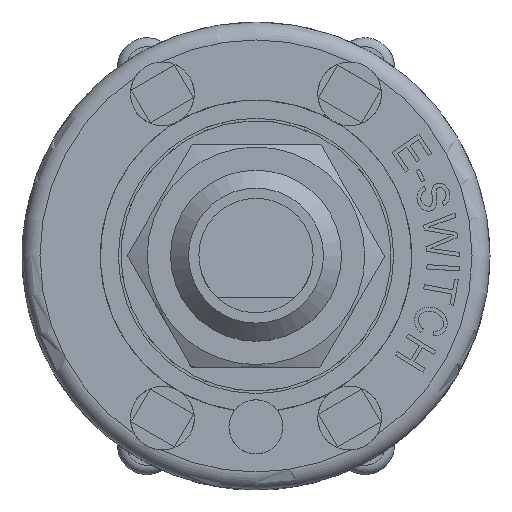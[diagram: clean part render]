
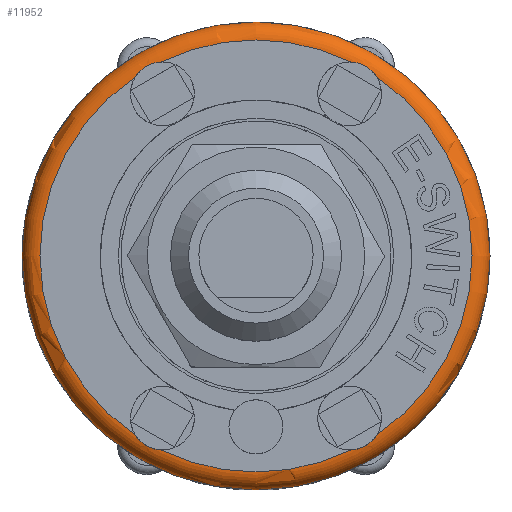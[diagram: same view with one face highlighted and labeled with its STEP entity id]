
A CAD part, top view. The second image highlights one B-rep face of the part: STEP entity #11952.
In plain terms, the highlighted toroidal (fillet/blend) face has major radius 12 mm and minor radius 1 mm.
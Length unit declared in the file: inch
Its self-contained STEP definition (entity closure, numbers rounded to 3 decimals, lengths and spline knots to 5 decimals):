
#3436=FACE_OUTER_BOUND('',#4114,.T.);
#4114=EDGE_LOOP('',(#8577,#8578,#8579,#8580,#8581,#8582,#8583,#8584,#8585,
#8586,#8587,#8588));
#4869=CIRCLE('',#12674,0.47244);
#4871=CIRCLE('',#12677,0.47244);
#4875=CIRCLE('',#12682,0.47244);
#4879=CIRCLE('',#12687,0.47244);
#4880=CIRCLE('',#12688,0.47244);
#4883=CIRCLE('',#12692,0.51181);
#4884=CIRCLE('',#12693,0.03937);
#4993=B_SPLINE_CURVE_WITH_KNOTS('',3,(#16433,#16434,#16435,#16436,#16437,
#16438,#16439,#16440,#16441,#16442,#16443,#16444),.UNSPECIFIED.,.F.,.F.,
(4,2,2,2,2,4),(-0.26924,-0.24463,-0.21597,
-0.19207,-0.16451,-0.13568),.UNSPECIFIED.);
#4994=B_SPLINE_CURVE_WITH_KNOTS('',3,(#16445,#16446,#16447,#16448,#16449,
#16450,#16451,#16452,#16453,#16454,#16455,#16456),.UNSPECIFIED.,.F.,.F.,
(4,2,2,2,2,4),(-0.26924,-0.24463,-0.21597,
-0.19207,-0.16451,-0.13568),.UNSPECIFIED.);
#4995=B_SPLINE_CURVE_WITH_KNOTS('',3,(#16457,#16458,#16459,#16460,#16461,
#16462,#16463,#16464,#16465,#16466,#16467,#16468),.UNSPECIFIED.,.F.,.F.,
(4,2,2,2,2,4),(-0.26924,-0.24463,-0.21597,
-0.19207,-0.16451,-0.13568),.UNSPECIFIED.);
#4996=B_SPLINE_CURVE_WITH_KNOTS('',3,(#16469,#16470,#16471,#16472,#16473,
#16474,#16475,#16476,#16477,#16478,#16479,#16480),.UNSPECIFIED.,.F.,.F.,
(4,2,2,2,2,4),(-0.26924,-0.24463,-0.21597,
-0.19207,-0.16451,-0.13568),.UNSPECIFIED.);
#5438=VERTEX_POINT('',#16139);
#5440=VERTEX_POINT('',#16143);
#5441=VERTEX_POINT('',#16147);
#5442=VERTEX_POINT('',#16149);
#5444=VERTEX_POINT('',#16155);
#5445=VERTEX_POINT('',#16157);
#5447=VERTEX_POINT('',#16163);
#5448=VERTEX_POINT('',#16165);
#5449=VERTEX_POINT('',#16167);
#5536=VERTEX_POINT('',#16430);
#6629=EDGE_CURVE('',#5438,#5440,#4869,.T.);
#6631=EDGE_CURVE('',#5442,#5441,#4871,.T.);
#6635=EDGE_CURVE('',#5445,#5444,#4875,.T.);
#6639=EDGE_CURVE('',#5448,#5447,#4879,.T.);
#6640=EDGE_CURVE('',#5449,#5448,#4880,.T.);
#6728=EDGE_CURVE('',#5536,#5536,#4883,.T.);
#6729=EDGE_CURVE('',#5536,#5448,#4884,.T.);
#6730=EDGE_CURVE('',#5447,#5445,#4993,.T.);
#6731=EDGE_CURVE('',#5444,#5442,#4994,.T.);
#6732=EDGE_CURVE('',#5441,#5438,#4995,.T.);
#6733=EDGE_CURVE('',#5440,#5449,#4996,.T.);
#8577=ORIENTED_EDGE('',*,*,#6728,.T.);
#8578=ORIENTED_EDGE('',*,*,#6729,.T.);
#8579=ORIENTED_EDGE('',*,*,#6639,.T.);
#8580=ORIENTED_EDGE('',*,*,#6730,.T.);
#8581=ORIENTED_EDGE('',*,*,#6635,.T.);
#8582=ORIENTED_EDGE('',*,*,#6731,.T.);
#8583=ORIENTED_EDGE('',*,*,#6631,.T.);
#8584=ORIENTED_EDGE('',*,*,#6732,.T.);
#8585=ORIENTED_EDGE('',*,*,#6629,.T.);
#8586=ORIENTED_EDGE('',*,*,#6733,.T.);
#8587=ORIENTED_EDGE('',*,*,#6640,.T.);
#8588=ORIENTED_EDGE('',*,*,#6729,.F.);
#11907=TOROIDAL_SURFACE('',#12691,0.47244,0.03937);
#11952=ADVANCED_FACE('',(#3436),#11907,.T.);
#12674=AXIS2_PLACEMENT_3D('',#16145,#13487,#13488);
#12677=AXIS2_PLACEMENT_3D('',#16150,#13493,#13494);
#12682=AXIS2_PLACEMENT_3D('',#16158,#13503,#13504);
#12687=AXIS2_PLACEMENT_3D('',#16166,#13513,#13514);
#12688=AXIS2_PLACEMENT_3D('',#16168,#13515,#13516);
#12691=AXIS2_PLACEMENT_3D('',#16429,#13578,#13579);
#12692=AXIS2_PLACEMENT_3D('',#16431,#13580,#13581);
#12693=AXIS2_PLACEMENT_3D('',#16432,#13582,#13583);
#13487=DIRECTION('center_axis',(0.,0.,-1.));
#13488=DIRECTION('ref_axis',(-1.,0.,0.));
#13493=DIRECTION('center_axis',(0.,0.,-1.));
#13494=DIRECTION('ref_axis',(-1.,0.,0.));
#13503=DIRECTION('center_axis',(0.,0.,-1.));
#13504=DIRECTION('ref_axis',(-1.,0.,0.));
#13513=DIRECTION('center_axis',(0.,0.,-1.));
#13514=DIRECTION('ref_axis',(-1.,0.,0.));
#13515=DIRECTION('center_axis',(0.,0.,-1.));
#13516=DIRECTION('ref_axis',(-1.,0.,0.));
#13578=DIRECTION('center_axis',(0.,0.,-1.));
#13579=DIRECTION('ref_axis',(-1.,0.,0.));
#13580=DIRECTION('center_axis',(0.,0.,1.));
#13581=DIRECTION('ref_axis',(-1.,0.,0.));
#13582=DIRECTION('center_axis',(0.,-1.,0.));
#13583=DIRECTION('ref_axis',(1.,0.,0.));
#16139=CARTESIAN_POINT('',(-0.20753,0.42442,0.41339));
#16143=CARTESIAN_POINT('',(0.20753,0.42442,0.41339));
#16145=CARTESIAN_POINT('Origin',(0.,0.,0.41339));
#16147=CARTESIAN_POINT('',(-0.26379,0.39194,0.41339));
#16149=CARTESIAN_POINT('',(-0.26379,-0.39194,0.41339));
#16150=CARTESIAN_POINT('Origin',(0.,0.,0.41339));
#16155=CARTESIAN_POINT('',(-0.20753,-0.42442,0.41339));
#16157=CARTESIAN_POINT('',(0.20753,-0.42442,0.41339));
#16158=CARTESIAN_POINT('Origin',(0.,0.,0.41339));
#16163=CARTESIAN_POINT('',(0.26379,-0.39194,0.41339));
#16165=CARTESIAN_POINT('',(0.47244,0.,0.41339));
#16166=CARTESIAN_POINT('Origin',(0.,0.,0.41339));
#16167=CARTESIAN_POINT('',(0.26379,0.39194,0.41339));
#16168=CARTESIAN_POINT('Origin',(0.,0.,0.41339));
#16429=CARTESIAN_POINT('Origin',(0.,0.,0.37402));
#16430=CARTESIAN_POINT('',(0.51181,0.,0.37402));
#16431=CARTESIAN_POINT('Origin',(0.,0.,0.37402));
#16432=CARTESIAN_POINT('Origin',(0.47244,0.,
0.37402));
#16433=CARTESIAN_POINT('Ctrl Pts',(0.26379,-0.39194,
0.41339));
#16434=CARTESIAN_POINT('Ctrl Pts',(0.26165,-0.39532,
0.41339));
#16435=CARTESIAN_POINT('Ctrl Pts',(0.25918,-0.39859,
0.41329));
#16436=CARTESIAN_POINT('Ctrl Pts',(0.25306,-0.40529,
0.41304));
#16437=CARTESIAN_POINT('Ctrl Pts',(0.2494,-0.40855,
0.4129));
#16438=CARTESIAN_POINT('Ctrl Pts',(0.24211,-0.41377,
0.41277));
#16439=CARTESIAN_POINT('Ctrl Pts',(0.2386,-0.41585,
0.41276));
#16440=CARTESIAN_POINT('Ctrl Pts',(0.23069,-0.41964,
0.41286));
#16441=CARTESIAN_POINT('Ctrl Pts',(0.22626,-0.42124,
0.41299));
#16442=CARTESIAN_POINT('Ctrl Pts',(0.21694,-0.42357,
0.41325));
#16443=CARTESIAN_POINT('Ctrl Pts',(0.21219,-0.42423,
0.41339));
#16444=CARTESIAN_POINT('Ctrl Pts',(0.20753,-0.42442,
0.41339));
#16445=CARTESIAN_POINT('Ctrl Pts',(-0.20753,-0.42442,
0.41339));
#16446=CARTESIAN_POINT('Ctrl Pts',(-0.21153,-0.42426,
0.41339));
#16447=CARTESIAN_POINT('Ctrl Pts',(-0.2156,-0.42375,
0.41329));
#16448=CARTESIAN_POINT('Ctrl Pts',(-0.22446,-0.42181,
0.41304));
#16449=CARTESIAN_POINT('Ctrl Pts',(-0.22911,-0.42026,
0.4129));
#16450=CARTESIAN_POINT('Ctrl Pts',(-0.23728,-0.41656,
0.41277));
#16451=CARTESIAN_POINT('Ctrl Pts',(-0.24084,-0.41456,
0.41276));
#16452=CARTESIAN_POINT('Ctrl Pts',(-0.24808,-0.4096,
0.41286));
#16453=CARTESIAN_POINT('Ctrl Pts',(-0.25168,-0.40656,
0.41299));
#16454=CARTESIAN_POINT('Ctrl Pts',(-0.25836,-0.39966,
0.41325));
#16455=CARTESIAN_POINT('Ctrl Pts',(-0.2613,-0.39588,
0.41339));
#16456=CARTESIAN_POINT('Ctrl Pts',(-0.26379,-0.39194,
0.41339));
#16457=CARTESIAN_POINT('Ctrl Pts',(-0.26379,0.39194,
0.41339));
#16458=CARTESIAN_POINT('Ctrl Pts',(-0.26165,0.39532,
0.41339));
#16459=CARTESIAN_POINT('Ctrl Pts',(-0.25918,0.39859,
0.41329));
#16460=CARTESIAN_POINT('Ctrl Pts',(-0.25306,0.40529,
0.41304));
#16461=CARTESIAN_POINT('Ctrl Pts',(-0.2494,0.40855,
0.4129));
#16462=CARTESIAN_POINT('Ctrl Pts',(-0.24211,0.41377,
0.41277));
#16463=CARTESIAN_POINT('Ctrl Pts',(-0.2386,0.41585,
0.41276));
#16464=CARTESIAN_POINT('Ctrl Pts',(-0.23069,0.41964,
0.41286));
#16465=CARTESIAN_POINT('Ctrl Pts',(-0.22626,0.42124,
0.41299));
#16466=CARTESIAN_POINT('Ctrl Pts',(-0.21694,0.42357,
0.41325));
#16467=CARTESIAN_POINT('Ctrl Pts',(-0.21219,0.42423,
0.41339));
#16468=CARTESIAN_POINT('Ctrl Pts',(-0.20753,0.42442,
0.41339));
#16469=CARTESIAN_POINT('Ctrl Pts',(0.20753,0.42442,0.41339));
#16470=CARTESIAN_POINT('Ctrl Pts',(0.21153,0.42426,
0.41339));
#16471=CARTESIAN_POINT('Ctrl Pts',(0.2156,0.42375,
0.41329));
#16472=CARTESIAN_POINT('Ctrl Pts',(0.22446,0.42181,0.41304));
#16473=CARTESIAN_POINT('Ctrl Pts',(0.22911,0.42026,
0.4129));
#16474=CARTESIAN_POINT('Ctrl Pts',(0.23728,0.41656,0.41277));
#16475=CARTESIAN_POINT('Ctrl Pts',(0.24084,0.41456,
0.41276));
#16476=CARTESIAN_POINT('Ctrl Pts',(0.24808,0.4096,
0.41286));
#16477=CARTESIAN_POINT('Ctrl Pts',(0.25168,0.40656,
0.41299));
#16478=CARTESIAN_POINT('Ctrl Pts',(0.25836,0.39966,
0.41325));
#16479=CARTESIAN_POINT('Ctrl Pts',(0.2613,0.39588,
0.41339));
#16480=CARTESIAN_POINT('Ctrl Pts',(0.26379,0.39194,
0.41339));
